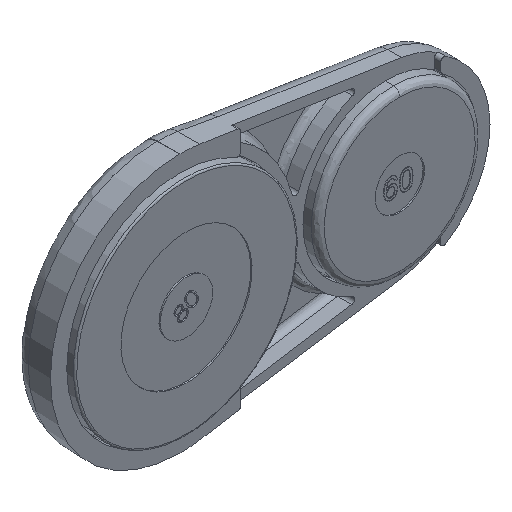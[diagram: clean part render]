
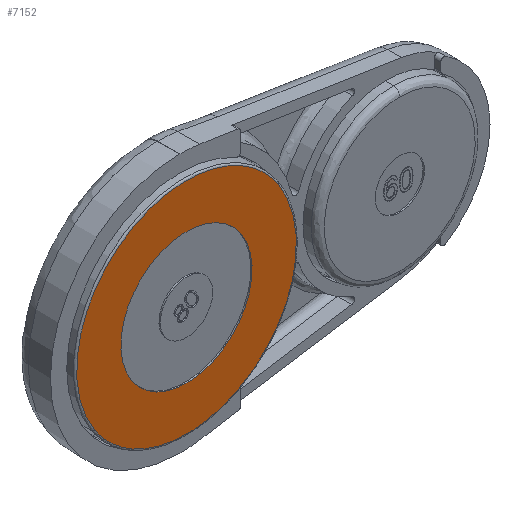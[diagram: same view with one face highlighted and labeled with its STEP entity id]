
A CAD part, isometric view. The second image highlights one B-rep face of the part: STEP entity #7152.
In plain terms, the highlighted planar face has unit normal (0, -1, 0).
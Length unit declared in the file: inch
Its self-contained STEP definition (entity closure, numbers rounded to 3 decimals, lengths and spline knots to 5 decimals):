
#158 = CARTESIAN_POINT ( 'NONE',  ( 2.21431, -0.07874, 0.43066 ) ) ;
#618 = CARTESIAN_POINT ( 'NONE',  ( 2.65926, -0.07874, 0.72136 ) ) ;
#779 =( BOUNDED_CURVE ( )  B_SPLINE_CURVE ( 3, ( #14249, #6394, #7359, #5304 ),
 .UNSPECIFIED., .F., .T. ) 
 B_SPLINE_CURVE_WITH_KNOTS ( ( 4, 4 ),
 ( 0., 1. ),
 .UNSPECIFIED. ) 
 CURVE ( )  GEOMETRIC_REPRESENTATION_ITEM ( )  RATIONAL_B_SPLINE_CURVE ( ( 1., 0.333, 0.333, 1. ) ) 
 REPRESENTATION_ITEM ( '' )  );
#1150 = CARTESIAN_POINT ( 'NONE',  ( 1.21653, -0.07874, 2.92964 ) ) ;
#1265 = AXIS2_PLACEMENT_3D ( 'NONE', #12354, #7688, #5482 ) ;
#2033 = ORIENTED_EDGE ( 'NONE', *, *, #9822, .F. ) ;
#2071 = VERTEX_POINT ( 'NONE', #4760 ) ;
#3008 = EDGE_LOOP ( 'NONE', ( #4382, #13522 ) ) ;
#3273 = DIRECTION ( 'NONE',  ( -0.837, 0., -0.547 ) ) ;
#3355 = CARTESIAN_POINT ( 'NONE',  ( 2.65926, -0.07874, 0.72136 ) ) ;
#4187 =( BOUNDED_CURVE ( )  B_SPLINE_CURVE ( 3, ( #11432, #12471, #1150, #3355 ),
 .UNSPECIFIED., .F., .F. ) 
 B_SPLINE_CURVE_WITH_KNOTS ( ( 4, 4 ),
 ( 0., 1. ),
 .UNSPECIFIED. ) 
 CURVE ( )  GEOMETRIC_REPRESENTATION_ITEM ( )  RATIONAL_B_SPLINE_CURVE ( ( 1., 0.333, 0.333, 1. ) ) 
 REPRESENTATION_ITEM ( '' )  );
#4382 = ORIENTED_EDGE ( 'NONE', *, *, #6366, .T. ) ;
#4434 = PLANE ( 'NONE',  #1265 ) ;
#4760 = CARTESIAN_POINT ( 'NONE',  ( 0.89593, -0.07874, -0.43066 ) ) ;
#5304 = CARTESIAN_POINT ( 'NONE',  ( 0.45098, -0.07874, -0.72136 ) ) ;
#5329 = EDGE_LOOP ( 'NONE', ( #2033, #7555 ) ) ;
#5482 = DIRECTION ( 'NONE',  ( -0.837, 0., -0.547 ) ) ;
#5548 = FACE_OUTER_BOUND ( 'NONE', #5329, .T. ) ;
#5666 = AXIS2_PLACEMENT_3D ( 'NONE', #11282, #6763, #7877 ) ;
#5758 = CARTESIAN_POINT ( 'NONE',  ( 0.45098, -0.07874, -0.72136 ) ) ;
#6108 = VERTEX_POINT ( 'NONE', #5758 ) ;
#6366 = EDGE_CURVE ( 'NONE', #2071, #8619, #11410, .T. ) ;
#6394 = CARTESIAN_POINT ( 'NONE',  ( 4.10199, -0.07874, -1.48692 ) ) ;
#6763 = DIRECTION ( 'NONE',  ( 0., 1., 0. ) ) ;
#7152 = ADVANCED_FACE ( 'NONE', ( #7752, #5548 ), #4434, .T. ) ;
#7359 = CARTESIAN_POINT ( 'NONE',  ( 1.8937, -0.07874, -2.92964 ) ) ;
#7555 = ORIENTED_EDGE ( 'NONE', *, *, #14333, .F. ) ;
#7688 = DIRECTION ( 'NONE',  ( 0., -1., 0. ) ) ;
#7752 = FACE_BOUND ( 'NONE', #3008, .T. ) ;
#7774 = VERTEX_POINT ( 'NONE', #618 ) ;
#7877 = DIRECTION ( 'NONE',  ( -0.837, 0., -0.547 ) ) ;
#8619 = VERTEX_POINT ( 'NONE', #158 ) ;
#9280 = AXIS2_PLACEMENT_3D ( 'NONE', #10246, #14612, #3273 ) ;
#9822 = EDGE_CURVE ( 'NONE', #7774, #6108, #779, .T. ) ;
#10246 = CARTESIAN_POINT ( 'NONE',  ( 1.55512, -0.07874, 0. ) ) ;
#11282 = CARTESIAN_POINT ( 'NONE',  ( 1.55512, -0.07874, 0. ) ) ;
#11410 = CIRCLE ( 'NONE', #9280, 0.7874 ) ;
#11432 = CARTESIAN_POINT ( 'NONE',  ( 0.45098, -0.07874, -0.72136 ) ) ;
#12044 = CIRCLE ( 'NONE', #5666, 0.7874 ) ;
#12354 = CARTESIAN_POINT ( 'NONE',  ( 0.89593, -0.07874, -0.43066 ) ) ;
#12471 = CARTESIAN_POINT ( 'NONE',  ( -0.99175, -0.07874, 1.48692 ) ) ;
#13472 = EDGE_CURVE ( 'NONE', #8619, #2071, #12044, .T. ) ;
#13522 = ORIENTED_EDGE ( 'NONE', *, *, #13472, .T. ) ;
#14249 = CARTESIAN_POINT ( 'NONE',  ( 2.65926, -0.07874, 0.72136 ) ) ;
#14333 = EDGE_CURVE ( 'NONE', #6108, #7774, #4187, .T. ) ;
#14612 = DIRECTION ( 'NONE',  ( 0., 1., 0. ) ) ;
